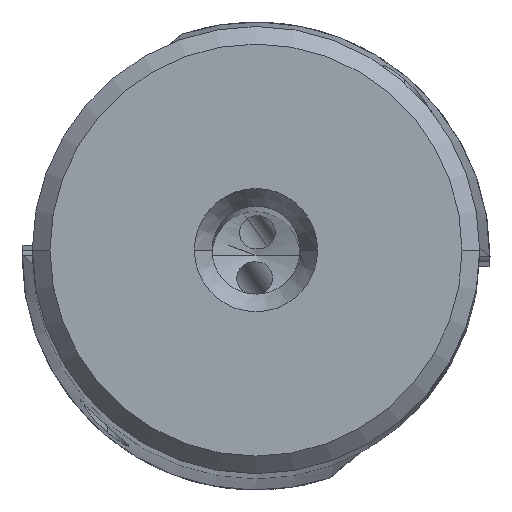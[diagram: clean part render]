
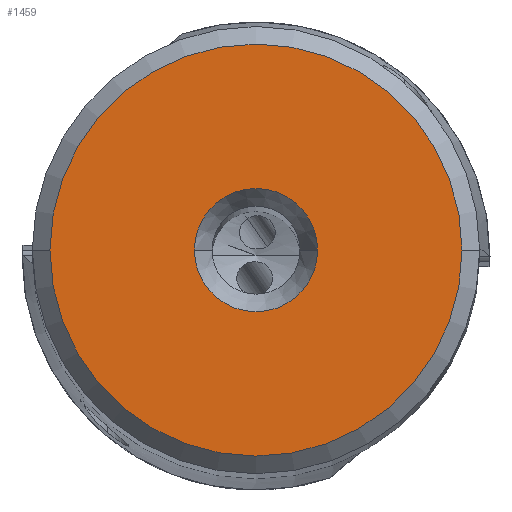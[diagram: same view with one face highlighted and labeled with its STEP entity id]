
A CAD part, top view. The second image highlights one B-rep face of the part: STEP entity #1459.
In plain terms, the highlighted planar face has unit normal (0, 0, 1).
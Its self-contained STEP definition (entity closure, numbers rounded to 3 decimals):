
#339=FACE_BOUND('',#2326,.T.);
#340=FACE_BOUND('',#2327,.T.);
#430=PLANE('',#8328);
#1459=ADVANCED_FACE('',(#339,#340),#430,.T.);
#2326=EDGE_LOOP('',(#4008,#4009,#4010,#4011));
#2327=EDGE_LOOP('',(#4012,#4013));
#2790=CIRCLE('',#8321,11.7);
#2791=CIRCLE('',#8322,11.7);
#2792=CIRCLE('',#8324,11.7);
#2793=CIRCLE('',#8325,11.7);
#2794=CIRCLE('',#8326,3.5);
#2795=CIRCLE('',#8327,3.5);
#4008=ORIENTED_EDGE('',*,*,#6712,.T.);
#4009=ORIENTED_EDGE('',*,*,#6711,.F.);
#4010=ORIENTED_EDGE('',*,*,#6713,.T.);
#4011=ORIENTED_EDGE('',*,*,#6714,.F.);
#4012=ORIENTED_EDGE('',*,*,#6715,.F.);
#4013=ORIENTED_EDGE('',*,*,#6716,.F.);
#5810=VERTEX_POINT('',#15072);
#5811=VERTEX_POINT('',#15074);
#5812=VERTEX_POINT('',#15076);
#5813=VERTEX_POINT('',#15080);
#5814=VERTEX_POINT('',#15083);
#5815=VERTEX_POINT('',#15084);
#6711=EDGE_CURVE('',#5811,#5812,#2790,.T.);
#6712=EDGE_CURVE('',#5810,#5812,#2791,.T.);
#6713=EDGE_CURVE('',#5811,#5813,#2792,.T.);
#6714=EDGE_CURVE('',#5810,#5813,#2793,.T.);
#6715=EDGE_CURVE('',#5814,#5815,#2794,.T.);
#6716=EDGE_CURVE('',#5815,#5814,#2795,.T.);
#8321=AXIS2_PLACEMENT_3D('',#15075,#9778,#9779);
#8322=AXIS2_PLACEMENT_3D('',#15077,#9780,#9781);
#8324=AXIS2_PLACEMENT_3D('',#15079,#9784,#9785);
#8325=AXIS2_PLACEMENT_3D('',#15081,#9786,#9787);
#8326=AXIS2_PLACEMENT_3D('',#15082,#9788,#9789);
#8327=AXIS2_PLACEMENT_3D('',#15085,#9790,#9791);
#8328=AXIS2_PLACEMENT_3D('',#15086,#9792,#9793);
#9778=DIRECTION('',(0.,0.,-1.));
#9779=DIRECTION('',(-1.,0.002,0.));
#9780=DIRECTION('',(0.,0.,1.));
#9781=DIRECTION('',(-1.,0.002,0.));
#9784=DIRECTION('',(0.,0.,1.));
#9785=DIRECTION('',(1.,-0.002,0.));
#9786=DIRECTION('',(0.,0.,-1.));
#9787=DIRECTION('',(1.,-0.002,0.));
#9788=DIRECTION('',(0.,0.,1.));
#9789=DIRECTION('',(1.,0.,0.));
#9790=DIRECTION('',(0.,0.,1.));
#9791=DIRECTION('',(-1.,0.,0.));
#9792=DIRECTION('',(0.,0.,1.));
#9793=DIRECTION('',(1.,0.,0.));
#15072=CARTESIAN_POINT('',(11.7,0.,0.));
#15074=CARTESIAN_POINT('',(-11.7,0.,0.));
#15075=CARTESIAN_POINT('',(0.,0.,0.));
#15076=CARTESIAN_POINT('',(-11.7,0.018,0.));
#15077=CARTESIAN_POINT('',(0.,0.,0.));
#15079=CARTESIAN_POINT('',(0.,0.,0.));
#15080=CARTESIAN_POINT('',(11.7,-0.018,0.));
#15081=CARTESIAN_POINT('',(0.,0.,0.));
#15082=CARTESIAN_POINT('',(0.,0.,0.));
#15083=CARTESIAN_POINT('',(3.5,0.,0.));
#15084=CARTESIAN_POINT('',(-3.5,0.,0.));
#15085=CARTESIAN_POINT('',(0.,0.,0.));
#15086=CARTESIAN_POINT('',(0.,0.,0.));
